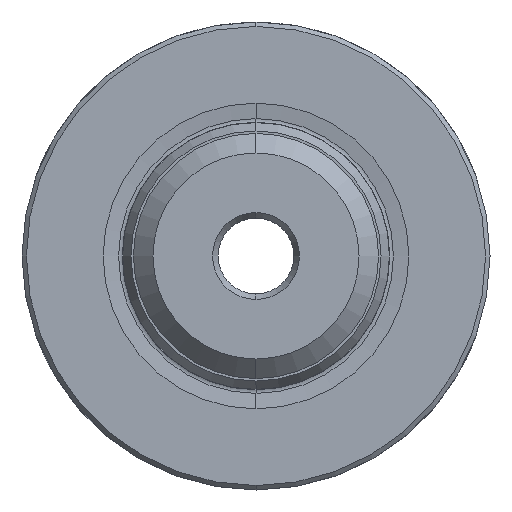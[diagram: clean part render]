
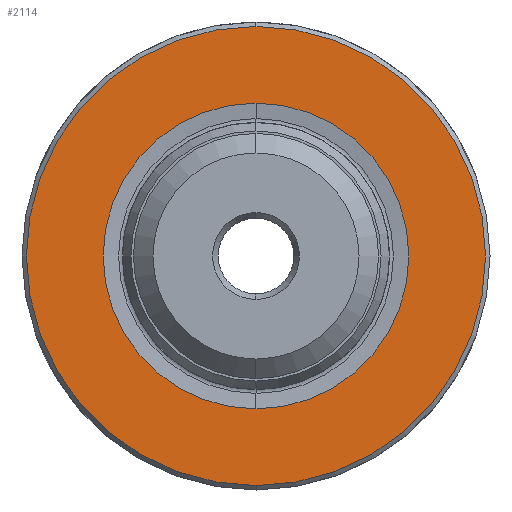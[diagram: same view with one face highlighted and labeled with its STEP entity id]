
A CAD part, left-side view. The second image highlights one B-rep face of the part: STEP entity #2114.
In plain terms, the highlighted planar face has unit normal (-1, 0, 0).
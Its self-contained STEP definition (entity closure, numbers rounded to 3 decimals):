
#122 = EDGE_CURVE ( 'NONE', #2103, #2208, #1532, .T. ) ;
#506 = CIRCLE ( 'NONE', #3663, 20.6 ) ;
#699 = AXIS2_PLACEMENT_3D ( 'NONE', #1569, #1640, #2049 ) ;
#773 = CARTESIAN_POINT ( 'NONE',  ( 0., 0., -13.715 ) ) ;
#787 = EDGE_CURVE ( 'NONE', #2699, #2701, #1455, .T. ) ;
#965 = AXIS2_PLACEMENT_3D ( 'NONE', #2235, #1933, #1912 ) ;
#1024 = CARTESIAN_POINT ( 'NONE',  ( 0., 0., 13.715 ) ) ;
#1091 = CIRCLE ( 'NONE', #699, 13.715 ) ;
#1131 = FACE_OUTER_BOUND ( 'NONE', #2537, .T. ) ;
#1142 = FACE_BOUND ( 'NONE', #2936, .T. ) ;
#1455 = CIRCLE ( 'NONE', #2300, 13.715 ) ;
#1532 = CIRCLE ( 'NONE', #2515, 20.6 ) ;
#1569 = CARTESIAN_POINT ( 'NONE',  ( 0., 0., 0. ) ) ;
#1640 = DIRECTION ( 'NONE',  ( 1., 0., 0. ) ) ;
#1912 = DIRECTION ( 'NONE',  ( 0., 0., 1. ) ) ;
#1933 = DIRECTION ( 'NONE',  ( -1., 0., 0. ) ) ;
#2049 = DIRECTION ( 'NONE',  ( 0., 0., -1. ) ) ;
#2103 = VERTEX_POINT ( 'NONE', #3121 ) ;
#2114 = ADVANCED_FACE ( 'NONE', ( #1142, #1131 ), #3137, .T. ) ;
#2190 = CARTESIAN_POINT ( 'NONE',  ( 0., 0., -20.6 ) ) ;
#2208 = VERTEX_POINT ( 'NONE', #2190 ) ;
#2235 = CARTESIAN_POINT ( 'NONE',  ( 0., 13.715, 0. ) ) ;
#2263 = EDGE_CURVE ( 'NONE', #2701, #2699, #1091, .T. ) ;
#2300 = AXIS2_PLACEMENT_3D ( 'NONE', #3631, #3626, #3616 ) ;
#2515 = AXIS2_PLACEMENT_3D ( 'NONE', #3882, #3813, #3451 ) ;
#2537 = EDGE_LOOP ( 'NONE', ( #3053, #3058 ) ) ;
#2699 = VERTEX_POINT ( 'NONE', #773 ) ;
#2701 = VERTEX_POINT ( 'NONE', #1024 ) ;
#2936 = EDGE_LOOP ( 'NONE', ( #3041, #3051 ) ) ;
#3041 = ORIENTED_EDGE ( 'NONE', *, *, #2263, .T. ) ;
#3051 = ORIENTED_EDGE ( 'NONE', *, *, #787, .T. ) ;
#3053 = ORIENTED_EDGE ( 'NONE', *, *, #3387, .F. ) ;
#3058 = ORIENTED_EDGE ( 'NONE', *, *, #122, .F. ) ;
#3121 = CARTESIAN_POINT ( 'NONE',  ( 0., 0., 20.6 ) ) ;
#3137 = PLANE ( 'NONE',  #965 ) ;
#3387 = EDGE_CURVE ( 'NONE', #2208, #2103, #506, .T. ) ;
#3451 = DIRECTION ( 'NONE',  ( 0., 0., -1. ) ) ;
#3511 = DIRECTION ( 'NONE',  ( 0., 0., -1. ) ) ;
#3515 = DIRECTION ( 'NONE',  ( 1., 0., 0. ) ) ;
#3517 = CARTESIAN_POINT ( 'NONE',  ( 0., 0., 0. ) ) ;
#3616 = DIRECTION ( 'NONE',  ( 0., 0., -1. ) ) ;
#3626 = DIRECTION ( 'NONE',  ( 1., 0., 0. ) ) ;
#3631 = CARTESIAN_POINT ( 'NONE',  ( 0., 0., 0. ) ) ;
#3663 = AXIS2_PLACEMENT_3D ( 'NONE', #3517, #3515, #3511 ) ;
#3813 = DIRECTION ( 'NONE',  ( 1., 0., 0. ) ) ;
#3882 = CARTESIAN_POINT ( 'NONE',  ( 0., 0., 0. ) ) ;
